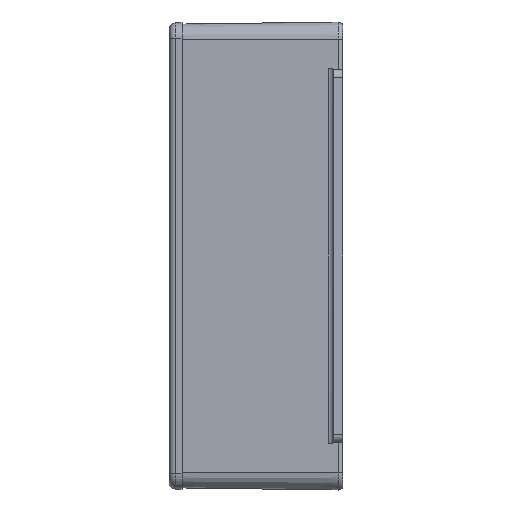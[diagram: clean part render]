
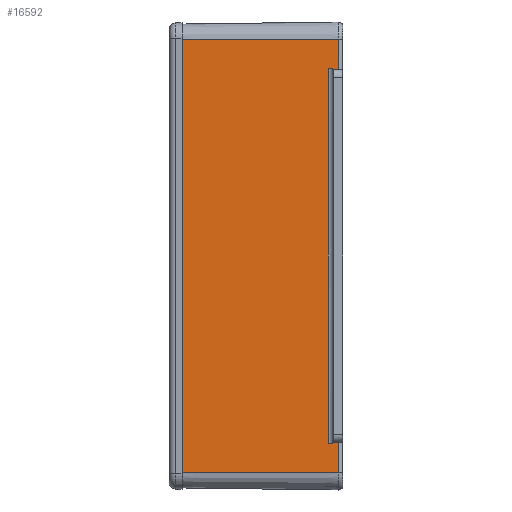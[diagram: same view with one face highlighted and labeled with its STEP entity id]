
A CAD part, left-side view. The second image highlights one B-rep face of the part: STEP entity #16592.
In plain terms, the highlighted planar face has unit normal (-1, 0.013, 0).
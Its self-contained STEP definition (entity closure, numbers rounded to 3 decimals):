
#86 = EDGE_LOOP ( 'NONE', ( #10421, #10422, #10334, #10335, #10336, #10337, #10338, #10340 ) ) ;
#458 = AXIS2_PLACEMENT_3D ( 'NONE', #8690, #8687, #8686 ) ;
#3329 = DIRECTION ( 'NONE',  ( -0.013, -0.996, 0.087 ) ) ;
#3330 = CARTESIAN_POINT ( 'NONE',  ( -111.928, 2.817, -58.984 ) ) ;
#3362 = DIRECTION ( 'NONE',  ( 0.013, 0.996, 0.087 ) ) ;
#3364 = CARTESIAN_POINT ( 'NONE',  ( -111.928, 2.817, 58.984 ) ) ;
#4462 = VECTOR ( 'NONE', #9437, 1000. ) ;
#4464 = LINE ( 'NONE', #9438, #4462 ) ;
#4470 = VECTOR ( 'NONE', #9439, 1000. ) ;
#4473 = VECTOR ( 'NONE', #9441, 1000. ) ;
#4475 = LINE ( 'NONE', #9442, #4473 ) ;
#4481 = VECTOR ( 'NONE', #9443, 1000. ) ;
#4483 = VECTOR ( 'NONE', #9445, 1000. ) ;
#4485 = LINE ( 'NONE', #9446, #4483 ) ;
#4487 = VECTOR ( 'NONE', #9447, 1000. ) ;
#4489 = LINE ( 'NONE', #9448, #4487 ) ;
#4493 = LINE ( 'NONE', #9460, #4481 ) ;
#4498 = LINE ( 'NONE', #9444, #4470 ) ;
#4602 = VECTOR ( 'NONE', #3329, 1000. ) ;
#4613 = LINE ( 'NONE', #3330, #4602 ) ;
#4637 = VECTOR ( 'NONE', #3362, 1000. ) ;
#4659 = LINE ( 'NONE', #3364, #4637 ) ;
#5959 = CARTESIAN_POINT ( 'NONE',  ( -111.945, 1.52, -68.415 ) ) ;
#5971 = CARTESIAN_POINT ( 'NONE',  ( -111.945, 1.52, 68.415 ) ) ;
#5980 = CARTESIAN_POINT ( 'NONE',  ( -111.905, 4.579, 59.138 ) ) ;
#6065 = CARTESIAN_POINT ( 'NONE',  ( -111.945, 1.52, -58.87 ) ) ;
#6114 = CARTESIAN_POINT ( 'NONE',  ( -111.3, 50.8, -68.415 ) ) ;
#6132 = CARTESIAN_POINT ( 'NONE',  ( -111.945, 1.52, 58.87 ) ) ;
#6157 = CARTESIAN_POINT ( 'NONE',  ( -111.3, 50.8, 68.415 ) ) ;
#6180 = CARTESIAN_POINT ( 'NONE',  ( -111.905, 4.579, -59.138 ) ) ;
#7221 = VERTEX_POINT ( 'NONE', #6180 ) ;
#7238 = VERTEX_POINT ( 'NONE', #6157 ) ;
#7253 = VERTEX_POINT ( 'NONE', #6132 ) ;
#7268 = VERTEX_POINT ( 'NONE', #6114 ) ;
#7307 = VERTEX_POINT ( 'NONE', #6065 ) ;
#7376 = VERTEX_POINT ( 'NONE', #5980 ) ;
#7383 = VERTEX_POINT ( 'NONE', #5971 ) ;
#7392 = VERTEX_POINT ( 'NONE', #5959 ) ;
#7853 = FACE_OUTER_BOUND ( 'NONE', #86, .T. ) ;
#8686 = DIRECTION ( 'NONE',  ( -0.013, -1., 0. ) ) ;
#8687 = DIRECTION ( 'NONE',  ( -1., 0.013, 0. ) ) ;
#8689 = PLANE ( 'NONE',  #458 ) ;
#8690 = CARTESIAN_POINT ( 'NONE',  ( -111.3, 50.8, -68.415 ) ) ;
#9437 = DIRECTION ( 'NONE',  ( 0.013, 1., 0. ) ) ;
#9438 = CARTESIAN_POINT ( 'NONE',  ( -111.3, 50.8, 68.415 ) ) ;
#9439 = DIRECTION ( 'NONE',  ( 0., 0., 1. ) ) ;
#9441 = DIRECTION ( 'NONE',  ( 0.013, 1., 0. ) ) ;
#9442 = CARTESIAN_POINT ( 'NONE',  ( -111.3, 50.8, -68.415 ) ) ;
#9443 = DIRECTION ( 'NONE',  ( 0., 0., 1. ) ) ;
#9444 = CARTESIAN_POINT ( 'NONE',  ( -111.905, 4.579, 59. ) ) ;
#9445 = DIRECTION ( 'NONE',  ( 0., 0., 1. ) ) ;
#9446 = CARTESIAN_POINT ( 'NONE',  ( -111.945, 1.52, 68.415 ) ) ;
#9447 = DIRECTION ( 'NONE',  ( 0., 0., 1. ) ) ;
#9448 = CARTESIAN_POINT ( 'NONE',  ( -111.3, 50.8, -68.415 ) ) ;
#9460 = CARTESIAN_POINT ( 'NONE',  ( -111.945, 1.52, -59. ) ) ;
#10334 = ORIENTED_EDGE ( 'NONE', *, *, #12041, .F. ) ;
#10335 = ORIENTED_EDGE ( 'NONE', *, *, #12084, .T. ) ;
#10336 = ORIENTED_EDGE ( 'NONE', *, *, #12031, .F. ) ;
#10337 = ORIENTED_EDGE ( 'NONE', *, *, #12081, .T. ) ;
#10338 = ORIENTED_EDGE ( 'NONE', *, *, #12085, .T. ) ;
#10340 = ORIENTED_EDGE ( 'NONE', *, *, #12080, .F. ) ;
#10421 = ORIENTED_EDGE ( 'NONE', *, *, #12083, .F. ) ;
#10422 = ORIENTED_EDGE ( 'NONE', *, *, #12082, .T. ) ;
#12031 = EDGE_CURVE ( 'NONE', #7253, #7376, #4659, .T. ) ;
#12041 = EDGE_CURVE ( 'NONE', #7221, #7307, #4613, .T. ) ;
#12080 = EDGE_CURVE ( 'NONE', #7268, #7238, #4489, .T. ) ;
#12081 = EDGE_CURVE ( 'NONE', #7253, #7383, #4485, .T. ) ;
#12082 = EDGE_CURVE ( 'NONE', #7392, #7307, #4493, .T. ) ;
#12083 = EDGE_CURVE ( 'NONE', #7392, #7268, #4475, .T. ) ;
#12084 = EDGE_CURVE ( 'NONE', #7221, #7376, #4498, .T. ) ;
#12085 = EDGE_CURVE ( 'NONE', #7383, #7238, #4464, .T. ) ;
#16592 = ADVANCED_FACE ( 'NONE', ( #7853 ), #8689, .T. ) ;
